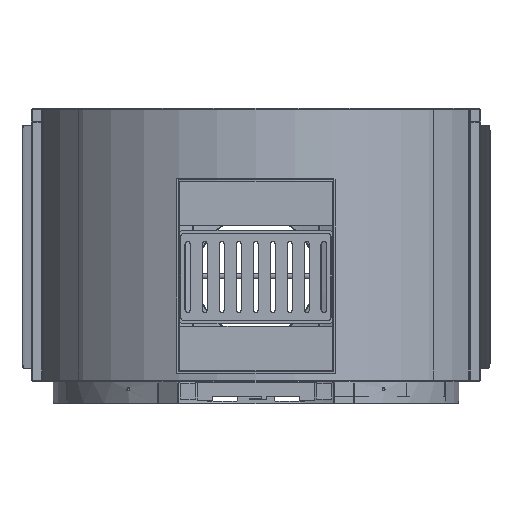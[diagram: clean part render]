
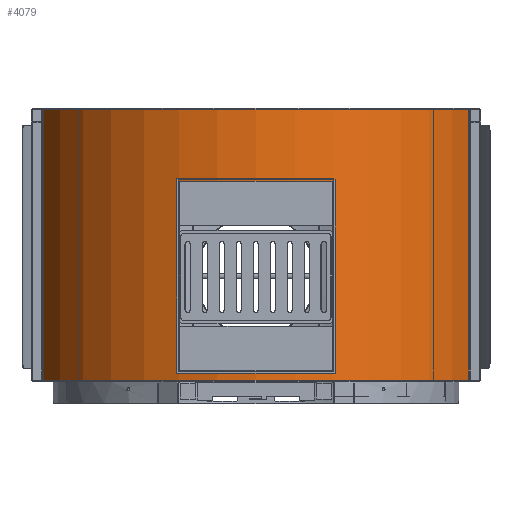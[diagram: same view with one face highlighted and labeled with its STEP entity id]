
A CAD part, front view. The second image highlights one B-rep face of the part: STEP entity #4079.
In plain terms, the highlighted cylindrical face has radius 475 mm (diameter 950 mm), a partial arc.
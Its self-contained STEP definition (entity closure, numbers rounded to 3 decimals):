
#4079=ADVANCED_FACE('',(#7940,#7941),#7942,.T.);
#7940=FACE_OUTER_BOUND('',#11662,.T.);
#7941=FACE_BOUND('',#11663,.T.);
#7942=CYLINDRICAL_SURFACE('',#11664,475.0);
#11662=EDGE_LOOP('',(#21250,#21251,#21252,#21253));
#11663=EDGE_LOOP('',(#21254,#21255,#21256,#21257));
#11664=AXIS2_PLACEMENT_3D('',#21258,#21259,#21260);
#21250=ORIENTED_EDGE('',*,*,#25590,.F.);
#21251=ORIENTED_EDGE('',*,*,#25491,.F.);
#21252=ORIENTED_EDGE('',*,*,#25574,.T.);
#21253=ORIENTED_EDGE('',*,*,#25542,.T.);
#21254=ORIENTED_EDGE('',*,*,#25534,.T.);
#21255=ORIENTED_EDGE('',*,*,#25603,.T.);
#21256=ORIENTED_EDGE('',*,*,#25559,.T.);
#21257=ORIENTED_EDGE('',*,*,#25588,.T.);
#21258=CARTESIAN_POINT('',(0.,0.,342.5));
#21259=DIRECTION('',(0.0,0.0,-1.0));
#21260=DIRECTION('',(-1.0,0.0,0.0));
#25491=EDGE_CURVE('',#31072,#31074,#31075,.T.);
#25534=EDGE_CURVE('',#31139,#31141,#31143,.T.);
#25542=EDGE_CURVE('',#31154,#31146,#31155,.T.);
#25559=EDGE_CURVE('',#31174,#31176,#31178,.T.);
#25574=EDGE_CURVE('',#31072,#31154,#31196,.T.);
#25588=EDGE_CURVE('',#31176,#31139,#31210,.T.);
#25590=EDGE_CURVE('',#31074,#31146,#31212,.T.);
#25603=EDGE_CURVE('',#31141,#31174,#31225,.T.);
#31072=VERTEX_POINT('',#41035);
#31074=VERTEX_POINT('',#41047);
#31075=LINE('',#41048,#41049);
#31139=VERTEX_POINT('',#41174);
#31141=VERTEX_POINT('',#41177);
#31143=LINE('',#41180,#41181);
#31146=VERTEX_POINT('',#41184);
#31154=VERTEX_POINT('',#41205);
#31155=LINE('',#41206,#41207);
#31174=VERTEX_POINT('',#41252);
#31176=VERTEX_POINT('',#41255);
#31178=LINE('',#41258,#41259);
#31196=CIRCLE('',#41285,475.0);
#31210=CIRCLE('',#41306,475.0);
#31212=CIRCLE('',#41308,475.0);
#31225=CIRCLE('',#41324,475.0);
#41035=CARTESIAN_POINT('',(439.778,-179.5,342.5));
#41047=CARTESIAN_POINT('',(439.778,-179.5,-214.0));
#41048=CARTESIAN_POINT('',(439.778,-179.5,342.5));
#41049=VECTOR('',#45603,1.0);
#41174=CARTESIAN_POINT('',(157.5,-448.128,195.0));
#41177=CARTESIAN_POINT('',(157.5,-448.128,-195.0));
#41180=CARTESIAN_POINT('',(157.5,-448.128,342.5));
#41181=VECTOR('',#45645,1.0);
#41184=CARTESIAN_POINT('',(-439.778,-179.5,-214.0));
#41205=CARTESIAN_POINT('',(-439.778,-179.5,342.5));
#41206=CARTESIAN_POINT('',(-439.778,-179.5,342.5));
#41207=VECTOR('',#45652,1.0);
#41252=CARTESIAN_POINT('',(-157.5,-448.128,-195.0));
#41255=CARTESIAN_POINT('',(-157.5,-448.128,195.0));
#41258=CARTESIAN_POINT('',(-157.5,-448.128,342.5));
#41259=VECTOR('',#45667,1.0);
#41285=AXIS2_PLACEMENT_3D('',#45679,#45680,#45681);
#41306=AXIS2_PLACEMENT_3D('',#45689,#45690,#45691);
#41308=AXIS2_PLACEMENT_3D('',#45692,#45693,#45694);
#41324=AXIS2_PLACEMENT_3D('',#45704,#45705,#45706);
#45603=DIRECTION('',(0.0,0.0,-1.0));
#45645=DIRECTION('',(0.0,0.0,-1.0));
#45652=DIRECTION('',(0.0,0.0,-1.0));
#45667=DIRECTION('',(0.0,0.0,1.0));
#45679=CARTESIAN_POINT('',(0.,0.,342.5));
#45680=DIRECTION('',(0.0,0.0,-1.0));
#45681=DIRECTION('',(-1.0,0.0,0.0));
#45689=CARTESIAN_POINT('',(0.,0.,195.0));
#45690=DIRECTION('',(0.,0.0,1.0));
#45691=DIRECTION('',(-1.0,0.0,0.));
#45692=CARTESIAN_POINT('',(0.,0.,-214.0));
#45693=DIRECTION('',(0.0,0.0,-1.0));
#45694=DIRECTION('',(-1.0,0.0,0.0));
#45704=CARTESIAN_POINT('',(0.,0.,-195.0));
#45705=DIRECTION('',(0.,0.0,-1.0));
#45706=DIRECTION('',(1.0,0.0,0.));
